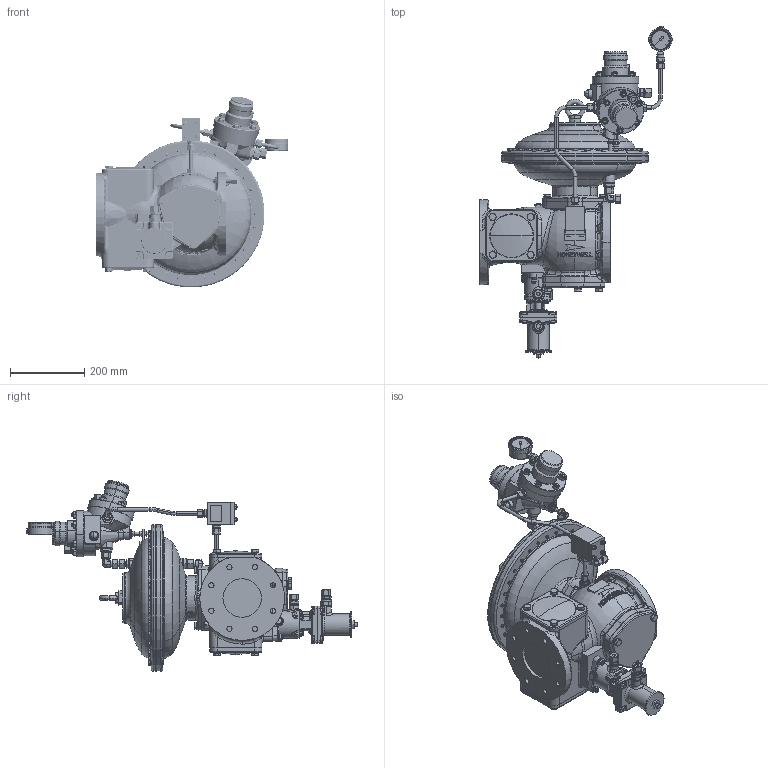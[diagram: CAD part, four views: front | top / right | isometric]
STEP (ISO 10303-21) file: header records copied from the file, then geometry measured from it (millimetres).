
FILE_DESCRIPTION (( 'STEP AP214' ), '1' );
FILE_NAME ('HON372_DN100_DN100_PN16_610_673_R_RE2;K1a;K2a.STEP', '2021-10-07T10:42:05', ( '' ), ( '' ), 'SwSTEP 2.0', 'SolidWorks 2019', '' );
FILE_SCHEMA (( 'AUTOMOTIVE_DESIGN' ));
Length unit declared in the file: millimetre
Products named in the file (1): HON372_DN100_DN100_PN16_610_673_R_RE2;K1a;K2a
Bounding box: 519.43 x 896.59 x 515.45 mm (x, y, z)
Volume: 28971021.1 mm3; surface area: 1159726.9 mm2
Topology: 1 solids, 2 shells, 4543 faces, 10554 edges, 6326 vertices
Faces by surface type: plane 1844, cone 1071, cylinder 997, torus 317, bspline 229, sphere 85
Entity records: 157659 total; most frequent: CARTESIAN_POINT 50795, ORIENTED_EDGE 21046, DIRECTION 20947, EDGE_CURVE 10523, AXIS2_PLACEMENT_3D 8712, VERTEX_POINT 6324, EDGE_LOOP 4909, ADVANCED_FACE 4543
